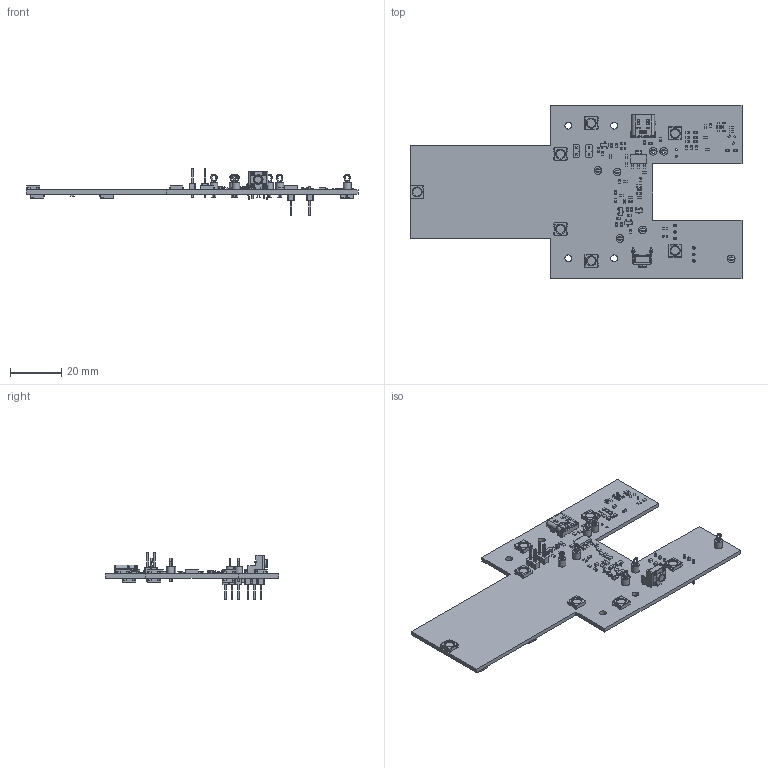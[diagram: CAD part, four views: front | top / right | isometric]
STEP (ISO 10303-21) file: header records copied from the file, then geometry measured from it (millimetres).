
FILE_DESCRIPTION(('KiCad electronic assembly'),'2;1');
FILE_NAME('SHERPENT20250113.step','2025-02-03T16:52:51',('Pcbnew'),( 'Kicad'),'Open CASCADE STEP processor 7.6','KiCad to STEP converter' ,'Unknown');
FILE_SCHEMA(('AUTOMOTIVE_DESIGN { 1 0 10303 214 1 1 1 1 }'));
Length unit declared in the file: millimetre
Products named in the file (34): SHERPENT20250113 1; R_0402_1005Metric; LED_WS2812B_PLCC4_5.0x5.0mm_P3.2mm; LED_WS2812B_PLCC4_50x50mm_P32mm; C_0603_1608Metric; LED_0603_1608Metric; R_0603_1608Metric; SOT-23; SOT_23; C_0402_1005Metric; TestPoint_Loop_D2.54mm_Drill1.5mm_Beaded; TestPoint_Loop_D2_54mm_Drill1_5mm_Beaded_cp; Fuse_0603_1608Metric; L_0402_1005Metric; PinHeader_1x02_P2.54mm_Vertical; PinHeader_1x02_P254mm_Vertical; SOT-223; SOT_223; 2137160001; L_0603_1608Metric; CT1102V3.85F160; PinHeader_1x03_P2.54mm_Vertical; PinHeader_1x03_P254mm_Vertical; _autosave-SHERPENT20250113_PCB
Assembly tree (112 placements, depth 3):
  SHERPENT20250113 1
    R_0402_1005Metric
      R_0402_1005Metric
    LED_WS2812B_PLCC4_5.0x5.0mm_P3.2mm  x13
      LED_WS2812B_PLCC4_50x50mm_P32mm
    C_0603_1608Metric  x20
      C_0603_1608Metric
    LED_0603_1608Metric  x6
      LED_0603_1608Metric
    R_0603_1608Metric  x26
      R_0603_1608Metric
    SOT-23  x4
      SOT_23
    C_0402_1005Metric  x7
      C_0402_1005Metric
    TestPoint_Loop_D2.54mm_Drill1.5mm_Beaded  x7
      TestPoint_Loop_D2_54mm_Drill1_5mm_Beaded_cp
    Fuse_0603_1608Metric
      Fuse_0603_1608Metric
    L_0402_1005Metric  x2
      L_0402_1005Metric
    PinHeader_1x02_P2.54mm_Vertical  x2
      PinHeader_1x02_P254mm_Vertical
    SOT-223
      SOT_223
    2137160001
      2137160001
    L_0603_1608Metric
      L_0603_1608Metric
    CT1102V3.85F160
      CT1102V3.85F160
    PinHeader_1x03_P2.54mm_Vertical  x2
      PinHeader_1x03_P254mm_Vertical
    _autosave-SHERPENT20250113_PCB
Bounding box: 130.18 x 68.2 x 18.78 mm (x, y, z)
Volume: 11242 mm3; surface area: 17391.5 mm2
Topology: 104 solids, 106 shells, 4684 faces, 13105 edges, 8753 vertices
Faces by surface type: plane 3061, cylinder 1389, bspline 146, torus 37, cone 27, sphere 20, revolution 4
Full cylindrical faces by diameter (mm): 0.4 x16, 0.5 x14, 0.8 x2, 1 x12, 1.3 x2, 1.5 x14, 2.7 x4, 3 x7, 3.333 x13
Entity records: 70615 total; most frequent: CARTESIAN_POINT 13434, ORIENTED_EDGE 10858, DIRECTION 10617, EDGE_CURVE 5429, VERTEX_POINT 3697, LINE 3623, VECTOR 3623, AXIS2_PLACEMENT_3D 3495
